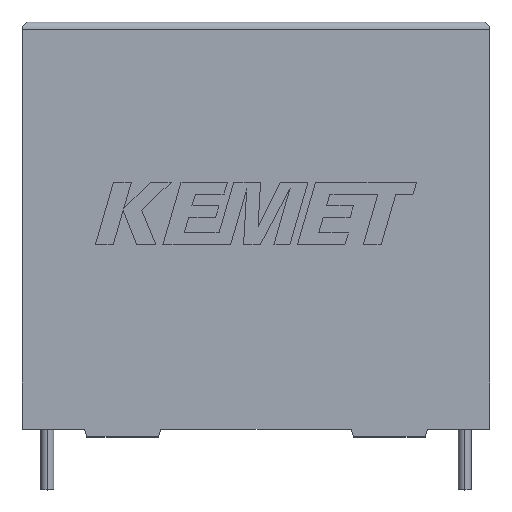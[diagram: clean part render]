
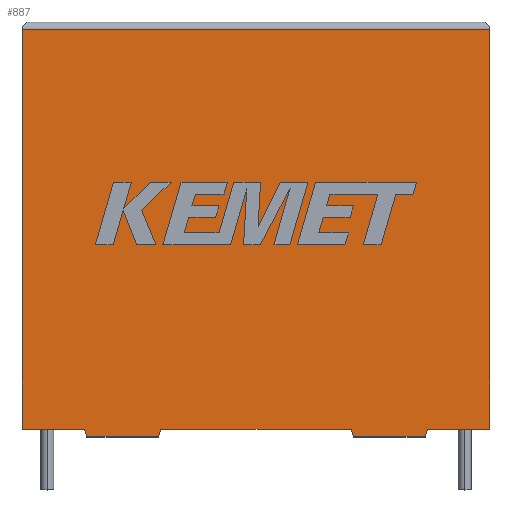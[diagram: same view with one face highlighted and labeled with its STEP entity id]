
A CAD part, top view. The second image highlights one B-rep face of the part: STEP entity #887.
In plain terms, the highlighted planar face has unit normal (0, 0, 1).
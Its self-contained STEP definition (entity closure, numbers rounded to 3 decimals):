
#54 = CARTESIAN_POINT ( 'NONE',  ( 0., 0., 13.3 ) ) ;
#132 = CARTESIAN_POINT ( 'NONE',  ( 9.126, 0., 13.3 ) ) ;
#176 = VECTOR ( 'NONE', #440, 1000. ) ;
#180 = CARTESIAN_POINT ( 'NONE',  ( 0., 26.3, 13.3 ) ) ;
#189 = CARTESIAN_POINT ( 'NONE',  ( 30.8, 0., 13.3 ) ) ;
#228 = VECTOR ( 'NONE', #1374, 1000. ) ;
#270 = EDGE_CURVE ( 'NONE', #1761, #1716, #2719, .T. ) ;
#290 = VECTOR ( 'NONE', #628, 1000. ) ;
#327 = DIRECTION ( 'NONE',  ( -1., 0., 0. ) ) ;
#341 = CARTESIAN_POINT ( 'NONE',  ( 8.976, -0.5, 13.3 ) ) ;
#350 = VERTEX_POINT ( 'NONE', #1218 ) ;
#419 = DIRECTION ( 'NONE',  ( -1., 0., 0. ) ) ;
#427 = CARTESIAN_POINT ( 'NONE',  ( 0., 0., 13.3 ) ) ;
#440 = DIRECTION ( 'NONE',  ( -1., 0., 0. ) ) ;
#460 = CARTESIAN_POINT ( 'NONE',  ( 4.114, 0., 13.3 ) ) ;
#488 = DIRECTION ( 'NONE',  ( -0.287, 0.958, 0. ) ) ;
#508 = DIRECTION ( 'NONE',  ( 0., -1., 0. ) ) ;
#574 = CARTESIAN_POINT ( 'NONE',  ( 4.264, -0.5, 13.3 ) ) ;
#585 = LINE ( 'NONE', #1434, #1029 ) ;
#593 = ORIENTED_EDGE ( 'NONE', *, *, #1167, .T. ) ;
#614 = CARTESIAN_POINT ( 'NONE',  ( 4.264, -0.5, 13.3 ) ) ;
#628 = DIRECTION ( 'NONE',  ( -0.287, -0.958, 0. ) ) ;
#634 = LINE ( 'NONE', #427, #228 ) ;
#689 = ORIENTED_EDGE ( 'NONE', *, *, #951, .T. ) ;
#713 = VECTOR ( 'NONE', #2226, 1000. ) ;
#861 = CARTESIAN_POINT ( 'NONE',  ( 21.824, -0.5, 13.3 ) ) ;
#870 = CARTESIAN_POINT ( 'NONE',  ( 26.536, -0.5, 13.3 ) ) ;
#887 = ADVANCED_FACE ( 'NONE', ( #2211 ), #2903, .F. ) ;
#913 = ORIENTED_EDGE ( 'NONE', *, *, #2065, .T. ) ;
#951 = EDGE_CURVE ( 'NONE', #1087, #2553, #1120, .T. ) ;
#1029 = VECTOR ( 'NONE', #1696, 1000. ) ;
#1065 = ORIENTED_EDGE ( 'NONE', *, *, #1143, .F. ) ;
#1081 = LINE ( 'NONE', #1267, #1125 ) ;
#1087 = VERTEX_POINT ( 'NONE', #1747 ) ;
#1120 = LINE ( 'NONE', #189, #2812 ) ;
#1125 = VECTOR ( 'NONE', #488, 1000. ) ;
#1133 = CARTESIAN_POINT ( 'NONE',  ( 0., 26.3, 13.3 ) ) ;
#1143 = EDGE_CURVE ( 'NONE', #1851, #2036, #1081, .T. ) ;
#1159 = CARTESIAN_POINT ( 'NONE',  ( 0., 0., 13.3 ) ) ;
#1167 = EDGE_CURVE ( 'NONE', #2857, #2212, #2001, .T. ) ;
#1213 = DIRECTION ( 'NONE',  ( 0., 1., 0. ) ) ;
#1218 = CARTESIAN_POINT ( 'NONE',  ( 8.976, -0.5, 13.3 ) ) ;
#1267 = CARTESIAN_POINT ( 'NONE',  ( 21.824, -0.5, 13.3 ) ) ;
#1270 = EDGE_CURVE ( 'NONE', #2212, #2495, #2472, .T. ) ;
#1309 = VECTOR ( 'NONE', #1827, 1000. ) ;
#1313 = VECTOR ( 'NONE', #508, 1000. ) ;
#1374 = DIRECTION ( 'NONE',  ( 1., 0., 0. ) ) ;
#1391 = LINE ( 'NONE', #574, #1309 ) ;
#1434 = CARTESIAN_POINT ( 'NONE',  ( 0., 0., 13.3 ) ) ;
#1501 = EDGE_CURVE ( 'NONE', #2553, #2857, #3042, .T. ) ;
#1549 = ORIENTED_EDGE ( 'NONE', *, *, #1739, .T. ) ;
#1609 = AXIS2_PLACEMENT_3D ( 'NONE', #1159, #3153, #419 ) ;
#1611 = EDGE_LOOP ( 'NONE', ( #689, #2323, #593, #2578, #2309, #2573, #1549, #2460, #1065, #1649, #2222, #913 ) ) ;
#1649 = ORIENTED_EDGE ( 'NONE', *, *, #2733, .F. ) ;
#1696 = DIRECTION ( 'NONE',  ( 1., 0., 0. ) ) ;
#1716 = VERTEX_POINT ( 'NONE', #2861 ) ;
#1739 = EDGE_CURVE ( 'NONE', #350, #2911, #2203, .T. ) ;
#1747 = CARTESIAN_POINT ( 'NONE',  ( 30.8, 0., 13.3 ) ) ;
#1761 = VERTEX_POINT ( 'NONE', #2122 ) ;
#1777 = EDGE_CURVE ( 'NONE', #2732, #350, #1391, .T. ) ;
#1827 = DIRECTION ( 'NONE',  ( 1., 0., 0. ) ) ;
#1849 = DIRECTION ( 'NONE',  ( 1., 0., 0. ) ) ;
#1851 = VERTEX_POINT ( 'NONE', #861 ) ;
#1952 = VECTOR ( 'NONE', #2836, 1000. ) ;
#1983 = CARTESIAN_POINT ( 'NONE',  ( 21.674, 0., 13.3 ) ) ;
#1985 = LINE ( 'NONE', #870, #2650 ) ;
#2001 = LINE ( 'NONE', #2782, #1313 ) ;
#2036 = VERTEX_POINT ( 'NONE', #1983 ) ;
#2065 = EDGE_CURVE ( 'NONE', #1761, #1087, #634, .T. ) ;
#2122 = CARTESIAN_POINT ( 'NONE',  ( 26.686, 0., 13.3 ) ) ;
#2203 = LINE ( 'NONE', #341, #1952 ) ;
#2211 = FACE_OUTER_BOUND ( 'NONE', #1611, .T. ) ;
#2212 = VERTEX_POINT ( 'NONE', #3210 ) ;
#2222 = ORIENTED_EDGE ( 'NONE', *, *, #270, .F. ) ;
#2226 = DIRECTION ( 'NONE',  ( 0.287, -0.958, 0. ) ) ;
#2256 = EDGE_CURVE ( 'NONE', #2495, #2732, #2804, .T. ) ;
#2274 = VECTOR ( 'NONE', #1849, 1000. ) ;
#2309 = ORIENTED_EDGE ( 'NONE', *, *, #2256, .T. ) ;
#2310 = EDGE_CURVE ( 'NONE', #2911, #2036, #585, .T. ) ;
#2323 = ORIENTED_EDGE ( 'NONE', *, *, #1501, .T. ) ;
#2430 = CARTESIAN_POINT ( 'NONE',  ( 4.114, 0., 13.3 ) ) ;
#2460 = ORIENTED_EDGE ( 'NONE', *, *, #2310, .T. ) ;
#2472 = LINE ( 'NONE', #54, #2274 ) ;
#2495 = VERTEX_POINT ( 'NONE', #2430 ) ;
#2553 = VERTEX_POINT ( 'NONE', #3181 ) ;
#2573 = ORIENTED_EDGE ( 'NONE', *, *, #1777, .T. ) ;
#2578 = ORIENTED_EDGE ( 'NONE', *, *, #1270, .T. ) ;
#2650 = VECTOR ( 'NONE', #327, 1000. ) ;
#2719 = LINE ( 'NONE', #2922, #290 ) ;
#2732 = VERTEX_POINT ( 'NONE', #614 ) ;
#2733 = EDGE_CURVE ( 'NONE', #1716, #1851, #1985, .T. ) ;
#2782 = CARTESIAN_POINT ( 'NONE',  ( 0., 0., 13.3 ) ) ;
#2804 = LINE ( 'NONE', #460, #713 ) ;
#2812 = VECTOR ( 'NONE', #1213, 1000. ) ;
#2836 = DIRECTION ( 'NONE',  ( 0.287, 0.958, 0. ) ) ;
#2857 = VERTEX_POINT ( 'NONE', #1133 ) ;
#2861 = CARTESIAN_POINT ( 'NONE',  ( 26.536, -0.5, 13.3 ) ) ;
#2903 = PLANE ( 'NONE',  #1609 ) ;
#2911 = VERTEX_POINT ( 'NONE', #132 ) ;
#2922 = CARTESIAN_POINT ( 'NONE',  ( 26.686, 0., 13.3 ) ) ;
#3042 = LINE ( 'NONE', #180, #176 ) ;
#3153 = DIRECTION ( 'NONE',  ( 0., 0., -1. ) ) ;
#3181 = CARTESIAN_POINT ( 'NONE',  ( 30.8, 26.3, 13.3 ) ) ;
#3210 = CARTESIAN_POINT ( 'NONE',  ( 0., 0., 13.3 ) ) ;
